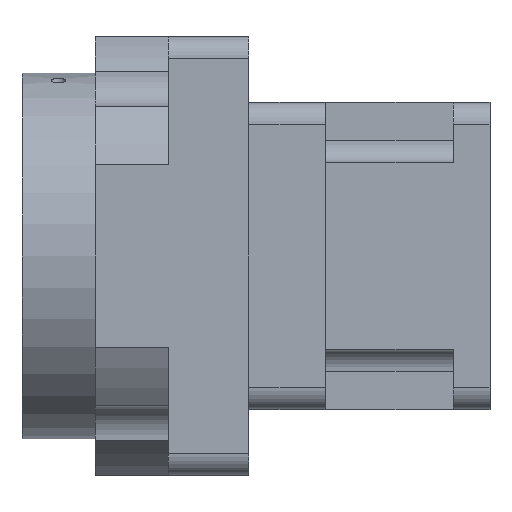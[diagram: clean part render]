
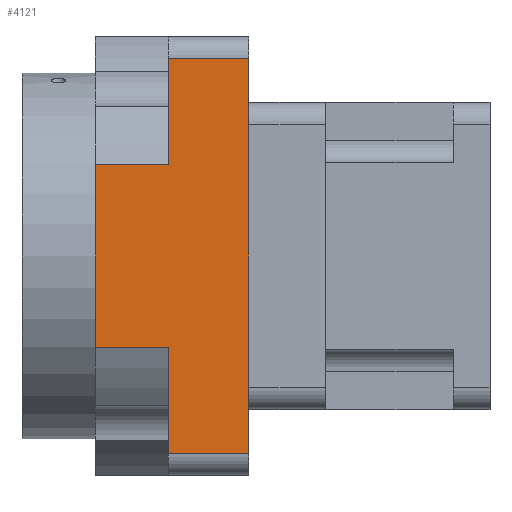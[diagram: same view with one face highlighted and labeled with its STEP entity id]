
A CAD part, left-side view. The second image highlights one B-rep face of the part: STEP entity #4121.
In plain terms, the highlighted planar face has unit normal (-1, 0, 0).
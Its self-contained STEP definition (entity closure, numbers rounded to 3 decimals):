
#202=PLANE('',#4572);
#428=FACE_OUTER_BOUND('',#714,.T.);
#714=EDGE_LOOP('',(#3728,#3729,#3730,#3731,#3732,#3733,#3734,#3735));
#854=LINE('',#6282,#1230);
#1055=LINE('',#6978,#1431);
#1056=LINE('',#6984,#1432);
#1059=LINE('',#6995,#1435);
#1084=LINE('',#7071,#1460);
#1087=LINE('',#7080,#1463);
#1099=LINE('',#7103,#1475);
#1100=LINE('',#7105,#1476);
#1230=VECTOR('',#4998,1000.);
#1431=VECTOR('',#5621,1000.);
#1432=VECTOR('',#5628,1000.);
#1435=VECTOR('',#5643,1000.);
#1460=VECTOR('',#5734,1000.);
#1463=VECTOR('',#5743,1000.);
#1475=VECTOR('',#5777,1000.);
#1476=VECTOR('',#5780,1000.);
#1833=VERTEX_POINT('',#6279);
#1834=VERTEX_POINT('',#6281);
#2049=VERTEX_POINT('',#6976);
#2050=VERTEX_POINT('',#6977);
#2051=VERTEX_POINT('',#6982);
#2052=VERTEX_POINT('',#6983);
#2072=VERTEX_POINT('',#7070);
#2075=VERTEX_POINT('',#7078);
#2278=EDGE_CURVE('',#1833,#1834,#854,.T.);
#2579=EDGE_CURVE('',#2049,#2050,#1055,.T.);
#2582=EDGE_CURVE('',#2051,#2052,#1056,.T.);
#2589=EDGE_CURVE('',#2050,#2051,#1059,.T.);
#2628=EDGE_CURVE('',#2052,#2072,#1084,.T.);
#2633=EDGE_CURVE('',#2075,#2049,#1087,.T.);
#2645=EDGE_CURVE('',#2072,#1833,#1099,.T.);
#2646=EDGE_CURVE('',#1834,#2075,#1100,.T.);
#3728=ORIENTED_EDGE('',*,*,#2645,.F.);
#3729=ORIENTED_EDGE('',*,*,#2628,.F.);
#3730=ORIENTED_EDGE('',*,*,#2582,.F.);
#3731=ORIENTED_EDGE('',*,*,#2589,.F.);
#3732=ORIENTED_EDGE('',*,*,#2579,.F.);
#3733=ORIENTED_EDGE('',*,*,#2633,.F.);
#3734=ORIENTED_EDGE('',*,*,#2646,.F.);
#3735=ORIENTED_EDGE('',*,*,#2278,.F.);
#4121=ADVANCED_FACE('',(#428),#202,.F.);
#4572=AXIS2_PLACEMENT_3D('',#7104,#5778,#5779);
#4998=DIRECTION('',(0.,0.,-1.));
#5621=DIRECTION('',(0.,1.,0.));
#5628=DIRECTION('',(0.,-1.,0.));
#5643=DIRECTION('',(0.,0.,1.));
#5734=DIRECTION('',(0.,0.,1.));
#5743=DIRECTION('',(0.,0.,1.));
#5777=DIRECTION('',(0.,-1.,0.));
#5778=DIRECTION('center_axis',(1.,0.,0.));
#5779=DIRECTION('ref_axis',(0.,0.,-1.));
#5780=DIRECTION('',(0.,1.,0.));
#6279=CARTESIAN_POINT('',(-30.,0.,27.));
#6281=CARTESIAN_POINT('',(-30.,0.,-27.));
#6282=CARTESIAN_POINT('',(-30.,0.,-18.));
#6976=CARTESIAN_POINT('',(-30.,11.,-12.5));
#6977=CARTESIAN_POINT('',(-30.,21.,-12.5));
#6978=CARTESIAN_POINT('',(-30.,11.,-12.5));
#6982=CARTESIAN_POINT('',(-30.,21.,12.5));
#6983=CARTESIAN_POINT('',(-30.,11.,12.5));
#6984=CARTESIAN_POINT('',(-30.,11.,12.5));
#6995=CARTESIAN_POINT('',(-30.,21.,-27.));
#7070=CARTESIAN_POINT('',(-30.,11.,27.));
#7071=CARTESIAN_POINT('',(-30.,11.,-27.));
#7078=CARTESIAN_POINT('',(-30.,11.,-27.));
#7080=CARTESIAN_POINT('',(-30.,11.,-27.));
#7103=CARTESIAN_POINT('',(-30.,11.,27.));
#7104=CARTESIAN_POINT('Origin',(-30.,11.,-27.));
#7105=CARTESIAN_POINT('',(-30.,11.,-27.));
